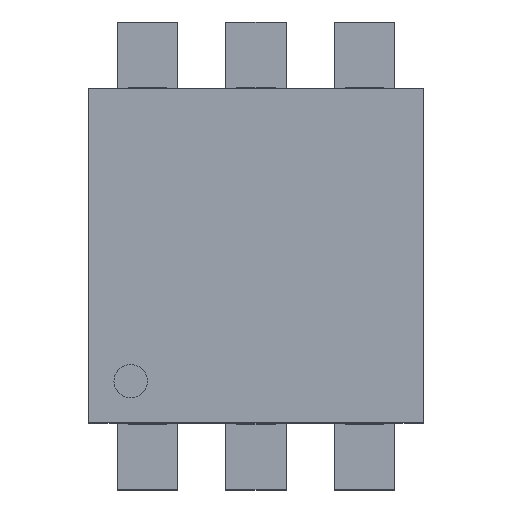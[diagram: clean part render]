
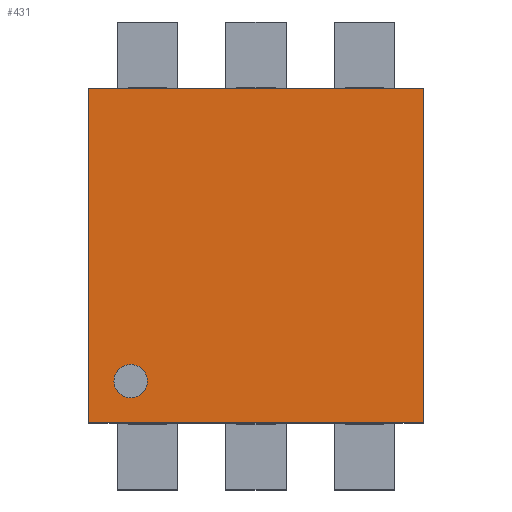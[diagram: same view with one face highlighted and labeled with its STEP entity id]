
A CAD part, top view. The second image highlights one B-rep face of the part: STEP entity #431.
In plain terms, the highlighted planar face has unit normal (0, 0, 1).
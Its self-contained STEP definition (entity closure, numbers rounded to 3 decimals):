
#431=ADVANCED_FACE('',(#591,#592),#510,.T.);
#510=PLANE('',#1932);
#587=CIRCLE('',#1930,0.1);
#588=CIRCLE('',#1931,0.1);
#591=FACE_BOUND('',#597,.T.);
#592=FACE_BOUND('',#598,.T.);
#597=EDGE_LOOP('',(#679,#680,#681,#682));
#598=EDGE_LOOP('',(#683,#684));
#679=ORIENTED_EDGE('',*,*,#1271,.T.);
#680=ORIENTED_EDGE('',*,*,#1272,.T.);
#681=ORIENTED_EDGE('',*,*,#1273,.T.);
#682=ORIENTED_EDGE('',*,*,#1274,.T.);
#683=ORIENTED_EDGE('',*,*,#1275,.F.);
#684=ORIENTED_EDGE('',*,*,#1276,.F.);
#1123=VERTEX_POINT('',#2401);
#1124=VERTEX_POINT('',#2402);
#1125=VERTEX_POINT('',#2404);
#1126=VERTEX_POINT('',#2406);
#1127=VERTEX_POINT('',#2409);
#1128=VERTEX_POINT('',#2410);
#1271=EDGE_CURVE('',#1123,#1124,#1493,.T.);
#1272=EDGE_CURVE('',#1124,#1125,#1494,.T.);
#1273=EDGE_CURVE('',#1125,#1126,#1495,.T.);
#1274=EDGE_CURVE('',#1126,#1123,#1496,.T.);
#1275=EDGE_CURVE('',#1127,#1128,#587,.T.);
#1276=EDGE_CURVE('',#1128,#1127,#588,.T.);
#1493=LINE('',#2400,#1711);
#1494=LINE('',#2403,#1712);
#1495=LINE('',#2405,#1713);
#1496=LINE('',#2407,#1714);
#1711=VECTOR('',#2015,1.);
#1712=VECTOR('',#2016,1.);
#1713=VECTOR('',#2017,1.);
#1714=VECTOR('',#2018,1.);
#1930=AXIS2_PLACEMENT_3D('',#2408,#2019,#2020);
#1931=AXIS2_PLACEMENT_3D('',#2411,#2021,#2022);
#1932=AXIS2_PLACEMENT_3D('',#2412,#2023,#2024);
#2015=DIRECTION('',(1.,0.,0.));
#2016=DIRECTION('',(0.,1.,0.));
#2017=DIRECTION('',(-1.,0.,0.));
#2018=DIRECTION('',(0.,-1.,0.));
#2019=DIRECTION('',(0.,0.,1.));
#2020=DIRECTION('',(-1.,0.,0.));
#2021=DIRECTION('',(0.,0.,1.));
#2022=DIRECTION('',(1.,0.,0.));
#2023=DIRECTION('',(0.,0.,1.));
#2024=DIRECTION('',(-1.,0.,0.));
#2400=CARTESIAN_POINT('',(-1.,-1.,0.876));
#2401=CARTESIAN_POINT('',(-1.,-1.,0.876));
#2402=CARTESIAN_POINT('',(1.,-1.,0.876));
#2403=CARTESIAN_POINT('',(1.,-1.,0.876));
#2404=CARTESIAN_POINT('',(1.,1.,0.876));
#2405=CARTESIAN_POINT('',(1.,1.,0.876));
#2406=CARTESIAN_POINT('',(-1.,1.,0.876));
#2407=CARTESIAN_POINT('',(-1.,1.,0.876));
#2408=CARTESIAN_POINT('',(-0.75,-0.75,0.876));
#2409=CARTESIAN_POINT('',(-0.85,-0.75,0.876));
#2410=CARTESIAN_POINT('',(-0.65,-0.75,0.876));
#2411=CARTESIAN_POINT('',(-0.75,-0.75,0.876));
#2412=CARTESIAN_POINT('',(0.,0.,0.876));
